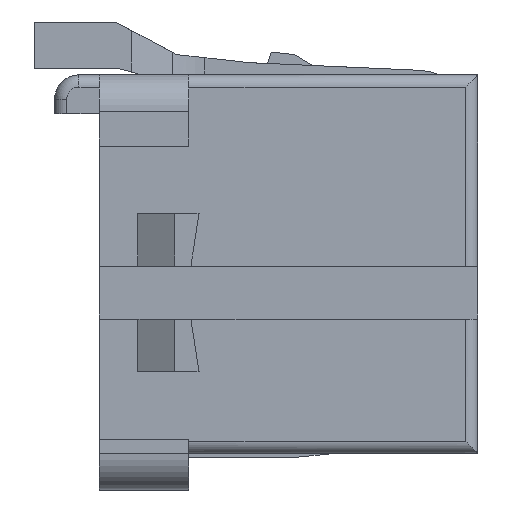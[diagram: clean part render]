
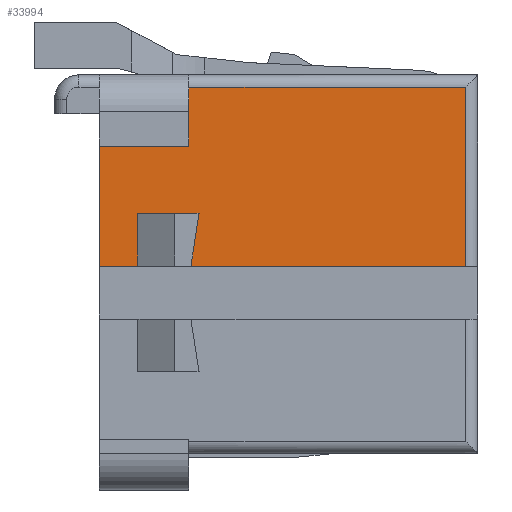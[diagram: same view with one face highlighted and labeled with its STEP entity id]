
A CAD part, left-side view. The second image highlights one B-rep face of the part: STEP entity #33994.
In plain terms, the highlighted planar face has unit normal (-1, 0, 0).
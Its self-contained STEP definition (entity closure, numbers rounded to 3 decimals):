
#7045=DIRECTION('',(0.,1.,0.));
#7046=VECTOR('',#7045,6.75);
#7047=CARTESIAN_POINT('',(-20.8,0.3,0.4));
#7048=LINE('',#7047,#7046);
#7049=DIRECTION('',(0.,-0.152,0.988));
#7050=VECTOR('',#7049,1.315);
#7051=CARTESIAN_POINT('',(-20.8,7.05,0.4));
#7052=LINE('',#7051,#7050);
#7053=DIRECTION('',(0.,1.,0.));
#7054=VECTOR('',#7053,1.5);
#7055=CARTESIAN_POINT('',(-20.8,6.85,1.7));
#7056=LINE('',#7055,#7054);
#7057=DIRECTION('',(0.,0.,-1.));
#7058=VECTOR('',#7057,1.3);
#7059=CARTESIAN_POINT('',(-20.8,8.35,1.7));
#7060=LINE('',#7059,#7058);
#7061=DIRECTION('',(0.,1.,0.));
#7062=VECTOR('',#7061,0.95);
#7063=CARTESIAN_POINT('',(-20.8,8.35,0.4));
#7064=LINE('',#7063,#7062);
#7065=DIRECTION('',(0.,-1.,0.));
#7066=VECTOR('',#7065,2.2);
#7067=CARTESIAN_POINT('',(-20.8,9.3,3.35));
#7068=LINE('',#7067,#7066);
#7069=DIRECTION('',(0.,0.,1.));
#7070=VECTOR('',#7069,1.45);
#7071=CARTESIAN_POINT('',(-20.8,7.1,3.35));
#7072=LINE('',#7071,#7070);
#7106=DIRECTION('',(0.,0.,-1.));
#7107=VECTOR('',#7106,4.4);
#7108=CARTESIAN_POINT('',(-20.8,0.3,4.8));
#7109=LINE('',#7108,#7107);
#7791=DIRECTION('',(0.,0.,-1.));
#7792=VECTOR('',#7791,2.95);
#7793=CARTESIAN_POINT('',(-20.8,9.3,3.35));
#7794=LINE('',#7793,#7792);
#17672=DIRECTION('',(0.,1.,0.));
#17673=VECTOR('',#17672,6.8);
#17674=CARTESIAN_POINT('',(-20.8,0.3,4.8));
#17675=LINE('',#17674,#17673);
#18051=CARTESIAN_POINT('',(-20.8,9.3,3.35));
#18052=VERTEX_POINT('',#18051);
#18053=CARTESIAN_POINT('',(-20.8,9.3,0.4));
#18054=VERTEX_POINT('',#18053);
#18063=CARTESIAN_POINT('',(-20.8,7.1,3.35));
#18064=VERTEX_POINT('',#18063);
#18526=CARTESIAN_POINT('',(-20.8,7.05,0.4));
#18527=CARTESIAN_POINT('',(-20.8,6.85,1.7));
#18528=VERTEX_POINT('',#18526);
#18529=VERTEX_POINT('',#18527);
#18576=CARTESIAN_POINT('',(-20.8,0.3,0.4));
#18577=VERTEX_POINT('',#18576);
#18578=CARTESIAN_POINT('',(-20.8,0.3,4.8));
#18579=VERTEX_POINT('',#18578);
#18580=CARTESIAN_POINT('',(-20.8,7.1,4.8));
#18581=VERTEX_POINT('',#18580);
#18957=CARTESIAN_POINT('',(-20.8,8.35,0.4));
#18959=VERTEX_POINT('',#18957);
#18960=CARTESIAN_POINT('',(-20.8,8.35,1.7));
#18961=VERTEX_POINT('',#18960);
#33968=CARTESIAN_POINT('',(-20.8,0.,5.1));
#33969=DIRECTION('',(1.,0.,0.));
#33970=DIRECTION('',(0.,1.,0.));
#33971=AXIS2_PLACEMENT_3D('',#33968,#33969,#33970);
#33972=PLANE('',#33971);
#33974=ORIENTED_EDGE('',*,*,#33973,.T.);
#33976=ORIENTED_EDGE('',*,*,#33975,.T.);
#33978=ORIENTED_EDGE('',*,*,#33977,.T.);
#33980=ORIENTED_EDGE('',*,*,#33979,.T.);
#33982=ORIENTED_EDGE('',*,*,#33981,.T.);
#33984=ORIENTED_EDGE('',*,*,#33983,.T.);
#33986=ORIENTED_EDGE('',*,*,#33985,.F.);
#33988=ORIENTED_EDGE('',*,*,#33987,.T.);
#33989=ORIENTED_EDGE('',*,*,#23366,.T.);
#33991=ORIENTED_EDGE('',*,*,#33990,.F.);
#33992=EDGE_LOOP('',(#33974,#33976,#33978,#33980,#33982,#33984,#33986,#33988,
#33989,#33991));
#33993=FACE_OUTER_BOUND('',#33992,.F.);
#33994=ADVANCED_FACE('',(#33993),#33972,.F.);
#23366=EDGE_CURVE('',#18064,#18581,#7072,.T.);
#33973=EDGE_CURVE('',#18579,#18577,#7109,.T.);
#33975=EDGE_CURVE('',#18577,#18528,#7048,.T.);
#33977=EDGE_CURVE('',#18528,#18529,#7052,.T.);
#33979=EDGE_CURVE('',#18529,#18961,#7056,.T.);
#33981=EDGE_CURVE('',#18961,#18959,#7060,.T.);
#33983=EDGE_CURVE('',#18959,#18054,#7064,.T.);
#33985=EDGE_CURVE('',#18052,#18054,#7794,.T.);
#33987=EDGE_CURVE('',#18052,#18064,#7068,.T.);
#33990=EDGE_CURVE('',#18579,#18581,#17675,.T.);
